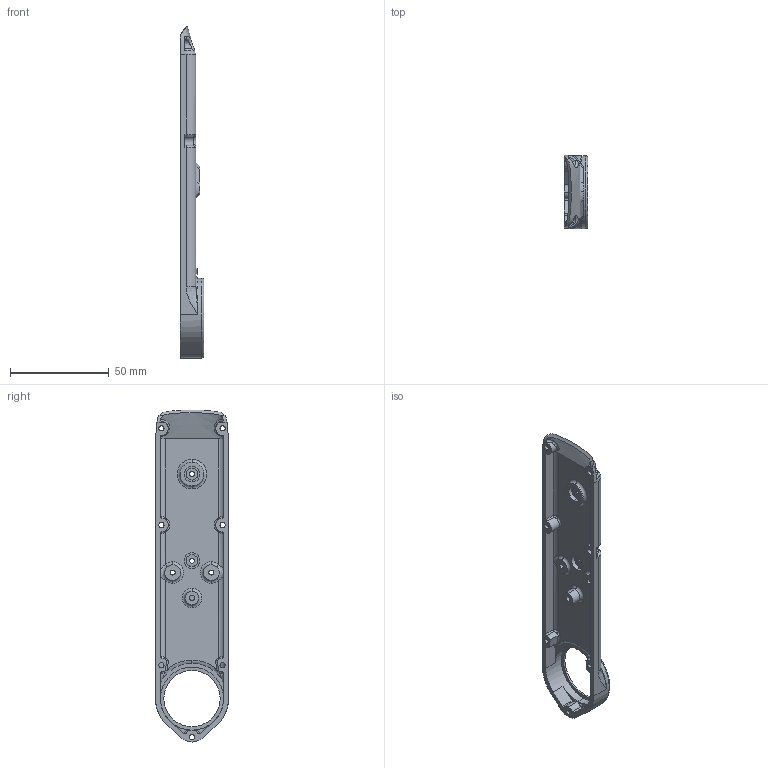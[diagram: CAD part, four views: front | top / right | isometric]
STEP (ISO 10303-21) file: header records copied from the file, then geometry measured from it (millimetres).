
FILE_DESCRIPTION (( 'STEP AP214' ), '1' );
FILE_NAME ('upper_leg_shell_cover.STEP', '2020-05-13T13:12:01', ( '' ), ( '' ), 'SwSTEP 2.0', 'SolidWorks 2017', '' );
FILE_SCHEMA (( 'AUTOMOTIVE_DESIGN' ));
Length unit declared in the file: millimetre
Products named in the file (1): upper_leg_shell_cover
Bounding box: 12 x 37 x 168.3 mm (x, y, z)
Volume: 14622.5 mm3; surface area: 16732.7 mm2
Topology: 1 solids, 1 shells, 222 faces, 582 edges, 370 vertices
Faces by surface type: cylinder 98, plane 55, bspline 34, torus 29, cone 6
Entity records: 11731 total; most frequent: CARTESIAN_POINT 6413, ORIENTED_EDGE 1156, DIRECTION 1054, EDGE_CURVE 578, AXIS2_PLACEMENT_3D 432, VERTEX_POINT 370, EDGE_LOOP 254, CIRCLE 243
